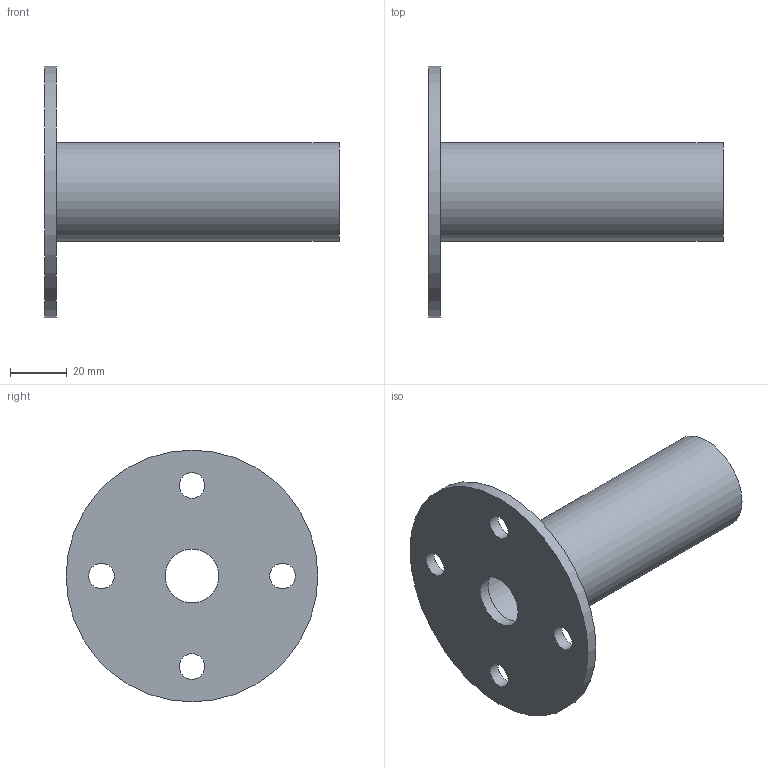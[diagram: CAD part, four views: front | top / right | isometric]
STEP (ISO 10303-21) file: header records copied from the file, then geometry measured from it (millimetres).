
FILE_DESCRIPTION((''),'2;1');
FILE_NAME('86413- poprawione.stp','2020-07-29T10:04:59',('trakoczy'),(''),'Autodesk Inventor 2013','Autodesk Inventor 2013','');
FILE_SCHEMA(('AUTOMOTIVE_DESIGN { 1 0 10303 214 1 1 1 1 }'));
Length unit declared in the file: millimetre
Products named in the file (1): 86413
Bounding box: 104 x 89 x 89 mm (x, y, z)
Volume: 57368.6 mm3; surface area: 32967.9 mm2
Topology: 1 solids, 1 shells, 12 faces, 24 edges, 16 vertices
Faces by surface type: cylinder 8, plane 4
Full cylindrical faces by diameter (mm): 9 x4, 19 x1, 28 x1, 35 x1, 89 x1
Entity records: 337 total; most frequent: DIRECTION 58, CARTESIAN_POINT 45, ORIENTED_EDGE 32, EDGE_LOOP 32, AXIS2_PLACEMENT_3D 29, FACE_BOUND 20, VERTEX_POINT 16, CIRCLE 16
